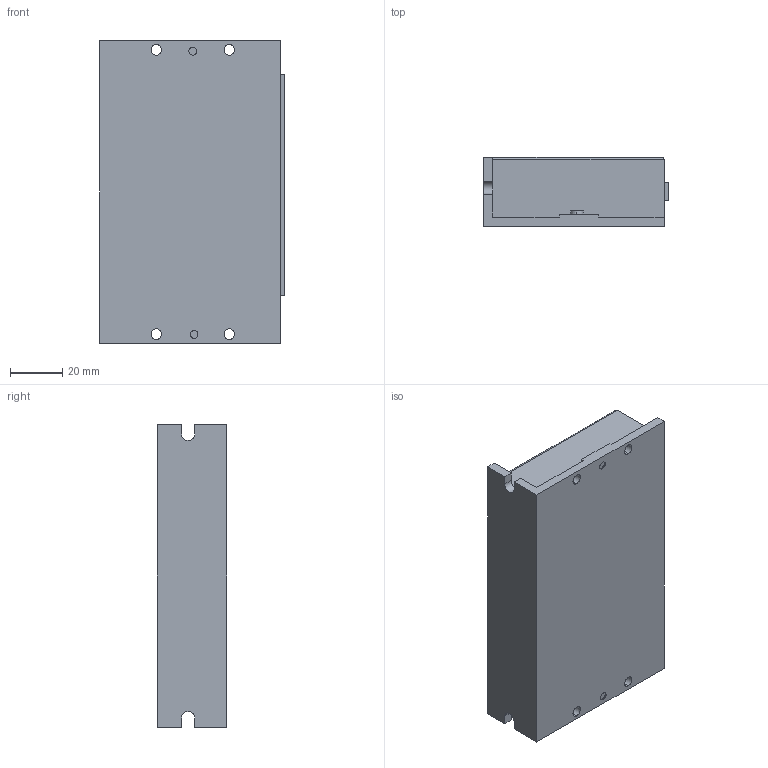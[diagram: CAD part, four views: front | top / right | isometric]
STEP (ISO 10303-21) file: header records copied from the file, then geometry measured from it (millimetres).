
FILE_DESCRIPTION (( 'STEP AP214' ), '1' );
FILE_NAME ('HSC57A.STEP', '2023-08-21T13:41:35', ( '' ), ( '' ), 'SwSTEP 2.0', 'SolidWorks 2021', '' );
FILE_SCHEMA (( 'AUTOMOTIVE_DESIGN' ));
Length unit declared in the file: millimetre
Products named in the file (1): HSC57A
Bounding box: 70.8 x 26.5 x 116 mm (x, y, z)
Volume: 189984.2 mm3; surface area: 26709.8 mm2
Topology: 3 solids, 3 shells, 118 faces, 303 edges, 200 vertices
Faces by surface type: plane 77, cylinder 29, cone 8, torus 4
Entity records: 3645 total; most frequent: CARTESIAN_POINT 628, DIRECTION 617, ORIENTED_EDGE 606, EDGE_CURVE 303, VECTOR 223, LINE 223, VERTEX_POINT 200, AXIS2_PLACEMENT_3D 197
